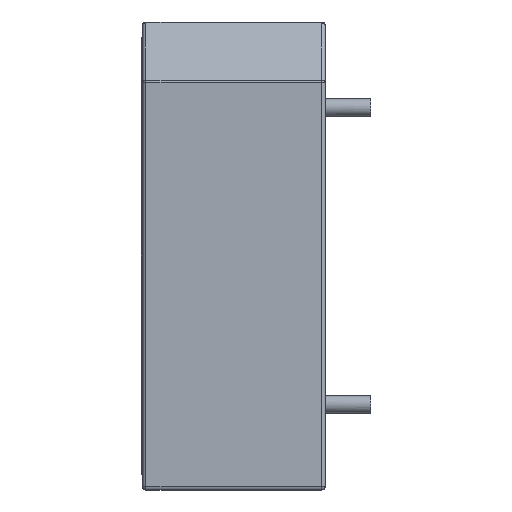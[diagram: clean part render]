
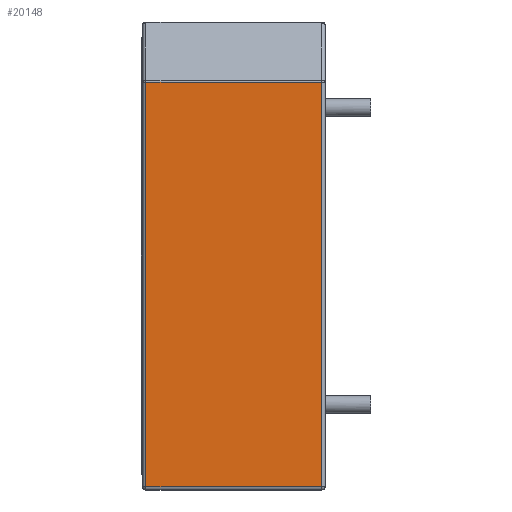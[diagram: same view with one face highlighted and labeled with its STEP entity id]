
A CAD part, left-side view. The second image highlights one B-rep face of the part: STEP entity #20148.
In plain terms, the highlighted planar face has unit normal (-1, 0, 0).
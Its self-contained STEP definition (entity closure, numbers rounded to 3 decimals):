
#211 = ORIENTED_EDGE ( 'NONE', *, *, #13016, .T. ) ;
#587 = EDGE_CURVE ( 'NONE', #14575, #11390, #18924, .T. ) ;
#984 = CARTESIAN_POINT ( 'NONE',  ( -11.925, 11.03, 1.542 ) ) ;
#1675 = CARTESIAN_POINT ( 'NONE',  ( -11.925, 11.23, -23.125 ) ) ;
#1865 = CARTESIAN_POINT ( 'NONE',  ( -11.925, 11.23, 1.542 ) ) ;
#4309 = ORIENTED_EDGE ( 'NONE', *, *, #587, .T. ) ;
#4856 = EDGE_LOOP ( 'NONE', ( #18204, #211, #11319, #4309 ) ) ;
#5061 = VECTOR ( 'NONE', #20146, 1000. ) ;
#6381 = PLANE ( 'NONE',  #17070 ) ;
#6789 = LINE ( 'NONE', #10080, #5061 ) ;
#8581 = CARTESIAN_POINT ( 'NONE',  ( -11.925, 0.3, 1.542 ) ) ;
#10080 = CARTESIAN_POINT ( 'NONE',  ( -11.925, 0.3, -23.325 ) ) ;
#10120 = CARTESIAN_POINT ( 'NONE',  ( -11.925, 11.03, -23.325 ) ) ;
#10195 = LINE ( 'NONE', #1865, #17383 ) ;
#11319 = ORIENTED_EDGE ( 'NONE', *, *, #12403, .T. ) ;
#11390 = VERTEX_POINT ( 'NONE', #17373 ) ;
#12403 = EDGE_CURVE ( 'NONE', #16550, #14575, #10195, .T. ) ;
#13016 = EDGE_CURVE ( 'NONE', #20219, #16550, #6789, .T. ) ;
#13112 = FACE_OUTER_BOUND ( 'NONE', #4856, .T. ) ;
#13329 = DIRECTION ( 'NONE',  ( 1., 0., 0. ) ) ;
#14339 = LINE ( 'NONE', #1675, #21708 ) ;
#14575 = VERTEX_POINT ( 'NONE', #984 ) ;
#16550 = VERTEX_POINT ( 'NONE', #8581 ) ;
#17070 = AXIS2_PLACEMENT_3D ( 'NONE', #20077, #13329, #21914 ) ;
#17081 = EDGE_CURVE ( 'NONE', #11390, #20219, #14339, .T. ) ;
#17156 = DIRECTION ( 'NONE',  ( 0., 1., 0. ) ) ;
#17186 = CARTESIAN_POINT ( 'NONE',  ( -11.925, 0.3, -23.125 ) ) ;
#17291 = DIRECTION ( 'NONE',  ( 0., -1., 0. ) ) ;
#17373 = CARTESIAN_POINT ( 'NONE',  ( -11.925, 11.03, -23.125 ) ) ;
#17383 = VECTOR ( 'NONE', #17156, 1000. ) ;
#17422 = DIRECTION ( 'NONE',  ( 0., 0., -1. ) ) ;
#17723 = VECTOR ( 'NONE', #17422, 1000. ) ;
#18204 = ORIENTED_EDGE ( 'NONE', *, *, #17081, .T. ) ;
#18924 = LINE ( 'NONE', #10120, #17723 ) ;
#20077 = CARTESIAN_POINT ( 'NONE',  ( -11.925, 11.23, -23.325 ) ) ;
#20146 = DIRECTION ( 'NONE',  ( 0., 0., 1. ) ) ;
#20148 = ADVANCED_FACE ( 'NONE', ( #13112 ), #6381, .F. ) ;
#20219 = VERTEX_POINT ( 'NONE', #17186 ) ;
#21708 = VECTOR ( 'NONE', #17291, 1000. ) ;
#21914 = DIRECTION ( 'NONE',  ( 0., 0., -1. ) ) ;
